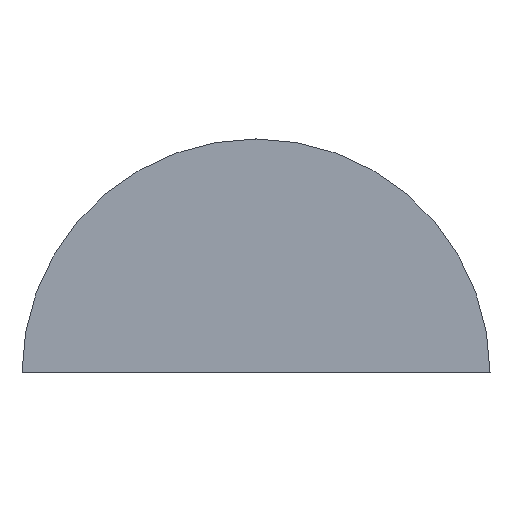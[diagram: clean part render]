
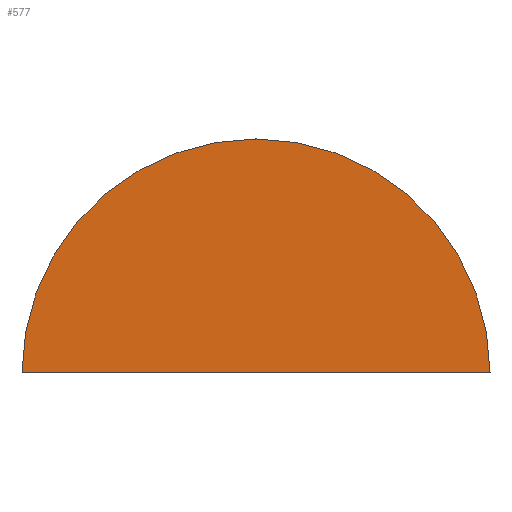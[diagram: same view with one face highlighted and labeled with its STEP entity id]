
A CAD part, left-side view. The second image highlights one B-rep face of the part: STEP entity #577.
In plain terms, the highlighted planar face has unit normal (-1, 0, 0).
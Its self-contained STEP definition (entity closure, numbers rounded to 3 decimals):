
#129 = EDGE_CURVE ( 'NONE', #1016, #306, #1120, .T. ) ;
#138 = FACE_OUTER_BOUND ( 'NONE', #393, .T. ) ;
#306 = VERTEX_POINT ( 'NONE', #1173 ) ;
#323 = ORIENTED_EDGE ( 'NONE', *, *, #129, .T. ) ;
#393 = EDGE_LOOP ( 'NONE', ( #805, #323, #1223 ) ) ;
#517 = VECTOR ( 'NONE', #636, 1000. ) ;
#555 = LINE ( 'NONE', #960, #517 ) ;
#559 = AXIS2_PLACEMENT_3D ( 'NONE', #1121, #1003, #812 ) ;
#577 = ADVANCED_FACE ( 'NONE', ( #138 ), #938, .F. ) ;
#598 = CARTESIAN_POINT ( 'NONE',  ( 4., 0., 2. ) ) ;
#636 = DIRECTION ( 'NONE',  ( 0., 1., 0. ) ) ;
#644 = AXIS2_PLACEMENT_3D ( 'NONE', #598, #977, #1183 ) ;
#661 = AXIS2_PLACEMENT_3D ( 'NONE', #1142, #843, #1248 ) ;
#674 = CARTESIAN_POINT ( 'NONE',  ( 4., 0., 21. ) ) ;
#688 = CARTESIAN_POINT ( 'NONE',  ( 4., -19., 2. ) ) ;
#742 = VERTEX_POINT ( 'NONE', #688 ) ;
#797 = EDGE_CURVE ( 'NONE', #742, #306, #555, .T. ) ;
#805 = ORIENTED_EDGE ( 'NONE', *, *, #880, .T. ) ;
#812 = DIRECTION ( 'NONE',  ( 0., 0., 1. ) ) ;
#843 = DIRECTION ( 'NONE',  ( 1., 0., 0. ) ) ;
#880 = EDGE_CURVE ( 'NONE', #742, #1016, #1041, .T. ) ;
#938 = PLANE ( 'NONE',  #661 ) ;
#960 = CARTESIAN_POINT ( 'NONE',  ( 4., -19., 2. ) ) ;
#977 = DIRECTION ( 'NONE',  ( -1., 0., 0. ) ) ;
#1003 = DIRECTION ( 'NONE',  ( -1., 0., 0. ) ) ;
#1016 = VERTEX_POINT ( 'NONE', #674 ) ;
#1041 = CIRCLE ( 'NONE', #644, 19. ) ;
#1120 = CIRCLE ( 'NONE', #559, 19. ) ;
#1121 = CARTESIAN_POINT ( 'NONE',  ( 4., 0., 2. ) ) ;
#1142 = CARTESIAN_POINT ( 'NONE',  ( 4., -19., 2. ) ) ;
#1173 = CARTESIAN_POINT ( 'NONE',  ( 4., 19., 2. ) ) ;
#1183 = DIRECTION ( 'NONE',  ( 0., 0., 1. ) ) ;
#1223 = ORIENTED_EDGE ( 'NONE', *, *, #797, .F. ) ;
#1248 = DIRECTION ( 'NONE',  ( 0., 1., 0. ) ) ;
